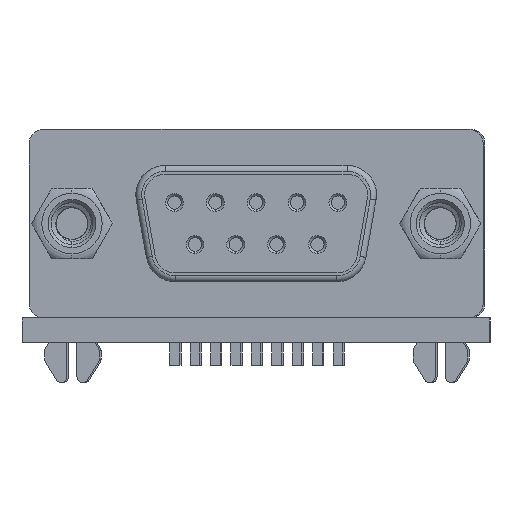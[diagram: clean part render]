
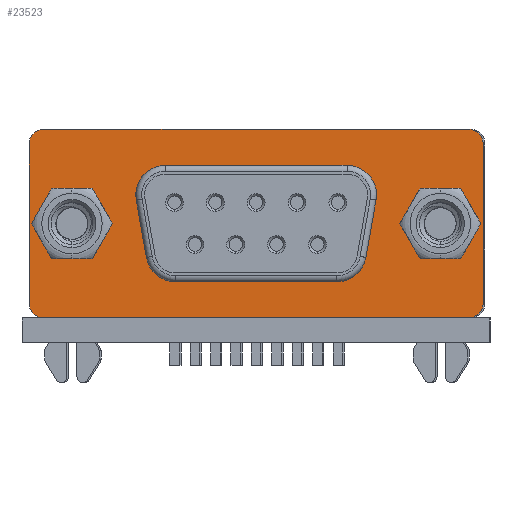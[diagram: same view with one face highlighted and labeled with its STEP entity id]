
A CAD part, left-side view. The second image highlights one B-rep face of the part: STEP entity #23523.
In plain terms, the highlighted face is planar.
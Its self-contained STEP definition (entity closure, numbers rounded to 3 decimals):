
#23446 = VERTEX_POINT('',#23447);
#23447 = CARTESIAN_POINT('',(12.495,3.35,7.822));
#23453 = EDGE_CURVE('',#23454,#23446,#23456,.T.);
#23454 = VERTEX_POINT('',#23455);
#23455 = CARTESIAN_POINT('',(12.495,3.35,4.978));
#23456 = CIRCLE('',#23457,1.422);
#23457 = AXIS2_PLACEMENT_3D('',#23458,#23459,#23460);
#23458 = CARTESIAN_POINT('',(12.495,3.35,6.4));
#23459 = DIRECTION('',(0.,1.,-0.));
#23460 = DIRECTION('',(0.,0.,1.));
#23488 = VERTEX_POINT('',#23489);
#23489 = CARTESIAN_POINT('',(-12.495,3.35,7.822));
#23495 = EDGE_CURVE('',#23496,#23488,#23498,.T.);
#23496 = VERTEX_POINT('',#23497);
#23497 = CARTESIAN_POINT('',(-12.495,3.35,4.978));
#23498 = CIRCLE('',#23499,1.422);
#23499 = AXIS2_PLACEMENT_3D('',#23500,#23501,#23502);
#23500 = CARTESIAN_POINT('',(-12.495,3.35,6.4));
#23501 = DIRECTION('',(0.,1.,-0.));
#23502 = DIRECTION('',(0.,0.,1.));
#23523 = ADVANCED_FACE('',(#23524,#23594,#23604,#23614),#23684,.T.);
#23524 = FACE_BOUND('',#23525,.T.);
#23525 = EDGE_LOOP('',(#23526,#23536,#23545,#23553,#23562,#23570,#23579,
    #23587));
#23526 = ORIENTED_EDGE('',*,*,#23527,.T.);
#23527 = EDGE_CURVE('',#23528,#23530,#23532,.T.);
#23528 = VERTEX_POINT('',#23529);
#23529 = CARTESIAN_POINT('',(-15.405,3.35,1.));
#23530 = VERTEX_POINT('',#23531);
#23531 = CARTESIAN_POINT('',(-15.405,3.35,11.8));
#23532 = LINE('',#23533,#23534);
#23533 = CARTESIAN_POINT('',(-15.405,3.35,0.));
#23534 = VECTOR('',#23535,1.);
#23535 = DIRECTION('',(0.,0.,1.));
#23536 = ORIENTED_EDGE('',*,*,#23537,.T.);
#23537 = EDGE_CURVE('',#23530,#23538,#23540,.T.);
#23538 = VERTEX_POINT('',#23539);
#23539 = CARTESIAN_POINT('',(-14.405,3.35,12.8));
#23540 = CIRCLE('',#23541,1.);
#23541 = AXIS2_PLACEMENT_3D('',#23542,#23543,#23544);
#23542 = CARTESIAN_POINT('',(-14.405,3.35,11.8));
#23543 = DIRECTION('',(0.,1.,-0.));
#23544 = DIRECTION('',(0.,0.,1.));
#23545 = ORIENTED_EDGE('',*,*,#23546,.T.);
#23546 = EDGE_CURVE('',#23538,#23547,#23549,.T.);
#23547 = VERTEX_POINT('',#23548);
#23548 = CARTESIAN_POINT('',(14.405,3.35,12.8));
#23549 = LINE('',#23550,#23551);
#23550 = CARTESIAN_POINT('',(0.,3.35,12.8));
#23551 = VECTOR('',#23552,1.);
#23552 = DIRECTION('',(1.,0.,0.));
#23553 = ORIENTED_EDGE('',*,*,#23554,.T.);
#23554 = EDGE_CURVE('',#23547,#23555,#23557,.T.);
#23555 = VERTEX_POINT('',#23556);
#23556 = CARTESIAN_POINT('',(15.405,3.35,11.8));
#23557 = CIRCLE('',#23558,1.);
#23558 = AXIS2_PLACEMENT_3D('',#23559,#23560,#23561);
#23559 = CARTESIAN_POINT('',(14.405,3.35,11.8));
#23560 = DIRECTION('',(0.,1.,-0.));
#23561 = DIRECTION('',(0.,0.,1.));
#23562 = ORIENTED_EDGE('',*,*,#23563,.T.);
#23563 = EDGE_CURVE('',#23555,#23564,#23566,.T.);
#23564 = VERTEX_POINT('',#23565);
#23565 = CARTESIAN_POINT('',(15.405,3.35,1.));
#23566 = LINE('',#23567,#23568);
#23567 = CARTESIAN_POINT('',(15.405,3.35,0.));
#23568 = VECTOR('',#23569,1.);
#23569 = DIRECTION('',(0.,0.,-1.));
#23570 = ORIENTED_EDGE('',*,*,#23571,.T.);
#23571 = EDGE_CURVE('',#23564,#23572,#23574,.T.);
#23572 = VERTEX_POINT('',#23573);
#23573 = CARTESIAN_POINT('',(14.405,3.35,0.));
#23574 = CIRCLE('',#23575,1.);
#23575 = AXIS2_PLACEMENT_3D('',#23576,#23577,#23578);
#23576 = CARTESIAN_POINT('',(14.405,3.35,1.));
#23577 = DIRECTION('',(0.,1.,-0.));
#23578 = DIRECTION('',(0.,0.,1.));
#23579 = ORIENTED_EDGE('',*,*,#23580,.T.);
#23580 = EDGE_CURVE('',#23572,#23581,#23583,.T.);
#23581 = VERTEX_POINT('',#23582);
#23582 = CARTESIAN_POINT('',(-14.405,3.35,0.));
#23583 = LINE('',#23584,#23585);
#23584 = CARTESIAN_POINT('',(0.,3.35,0.));
#23585 = VECTOR('',#23586,1.);
#23586 = DIRECTION('',(-1.,0.,0.));
#23587 = ORIENTED_EDGE('',*,*,#23588,.T.);
#23588 = EDGE_CURVE('',#23581,#23528,#23589,.T.);
#23589 = CIRCLE('',#23590,1.);
#23590 = AXIS2_PLACEMENT_3D('',#23591,#23592,#23593);
#23591 = CARTESIAN_POINT('',(-14.405,3.35,1.));
#23592 = DIRECTION('',(0.,1.,-0.));
#23593 = DIRECTION('',(0.,0.,1.));
#23594 = FACE_BOUND('',#23595,.T.);
#23595 = EDGE_LOOP('',(#23596,#23603));
#23596 = ORIENTED_EDGE('',*,*,#23597,.F.);
#23597 = EDGE_CURVE('',#23488,#23496,#23598,.T.);
#23598 = CIRCLE('',#23599,1.422);
#23599 = AXIS2_PLACEMENT_3D('',#23600,#23601,#23602);
#23600 = CARTESIAN_POINT('',(-12.495,3.35,6.4));
#23601 = DIRECTION('',(0.,1.,-0.));
#23602 = DIRECTION('',(0.,0.,1.));
#23603 = ORIENTED_EDGE('',*,*,#23495,.F.);
#23604 = FACE_BOUND('',#23605,.T.);
#23605 = EDGE_LOOP('',(#23606,#23613));
#23606 = ORIENTED_EDGE('',*,*,#23607,.F.);
#23607 = EDGE_CURVE('',#23446,#23454,#23608,.T.);
#23608 = CIRCLE('',#23609,1.422);
#23609 = AXIS2_PLACEMENT_3D('',#23610,#23611,#23612);
#23610 = CARTESIAN_POINT('',(12.495,3.35,6.4));
#23611 = DIRECTION('',(0.,1.,-0.));
#23612 = DIRECTION('',(0.,0.,1.));
#23613 = ORIENTED_EDGE('',*,*,#23453,.F.);
#23614 = FACE_BOUND('',#23615,.T.);
#23615 = EDGE_LOOP('',(#23616,#23626,#23635,#23643,#23652,#23660,#23669,
    #23677));
#23616 = ORIENTED_EDGE('',*,*,#23617,.F.);
#23617 = EDGE_CURVE('',#23618,#23620,#23622,.T.);
#23618 = VERTEX_POINT('',#23619);
#23619 = CARTESIAN_POINT('',(8.135,3.35,8.003));
#23620 = VERTEX_POINT('',#23621);
#23621 = CARTESIAN_POINT('',(7.447,3.35,4.103));
#23622 = LINE('',#23623,#23624);
#23623 = CARTESIAN_POINT('',(8.135,3.35,8.003));
#23624 = VECTOR('',#23625,1.);
#23625 = DIRECTION('',(-0.174,0.,-0.985));
#23626 = ORIENTED_EDGE('',*,*,#23627,.F.);
#23627 = EDGE_CURVE('',#23628,#23618,#23630,.T.);
#23628 = VERTEX_POINT('',#23629);
#23629 = CARTESIAN_POINT('',(6.165,3.35,10.35));
#23630 = CIRCLE('',#23631,2.);
#23631 = AXIS2_PLACEMENT_3D('',#23632,#23633,#23634);
#23632 = CARTESIAN_POINT('',(6.165,3.35,8.35));
#23633 = DIRECTION('',(0.,1.,0.));
#23634 = DIRECTION('',(0.,-0.,-1.));
#23635 = ORIENTED_EDGE('',*,*,#23636,.F.);
#23636 = EDGE_CURVE('',#23637,#23628,#23639,.T.);
#23637 = VERTEX_POINT('',#23638);
#23638 = CARTESIAN_POINT('',(-6.165,3.35,10.35));
#23639 = LINE('',#23640,#23641);
#23640 = CARTESIAN_POINT('',(-6.165,3.35,10.35));
#23641 = VECTOR('',#23642,1.);
#23642 = DIRECTION('',(1.,0.,0.));
#23643 = ORIENTED_EDGE('',*,*,#23644,.F.);
#23644 = EDGE_CURVE('',#23645,#23637,#23647,.T.);
#23645 = VERTEX_POINT('',#23646);
#23646 = CARTESIAN_POINT('',(-8.135,3.35,8.003));
#23647 = CIRCLE('',#23648,2.);
#23648 = AXIS2_PLACEMENT_3D('',#23649,#23650,#23651);
#23649 = CARTESIAN_POINT('',(-6.165,3.35,8.35));
#23650 = DIRECTION('',(0.,1.,0.));
#23651 = DIRECTION('',(0.,-0.,1.));
#23652 = ORIENTED_EDGE('',*,*,#23653,.F.);
#23653 = EDGE_CURVE('',#23654,#23645,#23656,.T.);
#23654 = VERTEX_POINT('',#23655);
#23655 = CARTESIAN_POINT('',(-7.447,3.35,4.103));
#23656 = LINE('',#23657,#23658);
#23657 = CARTESIAN_POINT('',(-7.447,3.35,4.103));
#23658 = VECTOR('',#23659,1.);
#23659 = DIRECTION('',(-0.174,0.,0.985));
#23660 = ORIENTED_EDGE('',*,*,#23661,.F.);
#23661 = EDGE_CURVE('',#23662,#23654,#23664,.T.);
#23662 = VERTEX_POINT('',#23663);
#23663 = CARTESIAN_POINT('',(-5.477,3.35,2.45));
#23664 = CIRCLE('',#23665,2.);
#23665 = AXIS2_PLACEMENT_3D('',#23666,#23667,#23668);
#23666 = CARTESIAN_POINT('',(-5.477,3.35,4.45));
#23667 = DIRECTION('',(0.,1.,0.));
#23668 = DIRECTION('',(0.,-0.,1.));
#23669 = ORIENTED_EDGE('',*,*,#23670,.F.);
#23670 = EDGE_CURVE('',#23671,#23662,#23673,.T.);
#23671 = VERTEX_POINT('',#23672);
#23672 = CARTESIAN_POINT('',(5.477,3.35,2.45));
#23673 = LINE('',#23674,#23675);
#23674 = CARTESIAN_POINT('',(5.477,3.35,2.45));
#23675 = VECTOR('',#23676,1.);
#23676 = DIRECTION('',(-1.,0.,0.));
#23677 = ORIENTED_EDGE('',*,*,#23678,.F.);
#23678 = EDGE_CURVE('',#23620,#23671,#23679,.T.);
#23679 = CIRCLE('',#23680,2.);
#23680 = AXIS2_PLACEMENT_3D('',#23681,#23682,#23683);
#23681 = CARTESIAN_POINT('',(5.477,3.35,4.45));
#23682 = DIRECTION('',(0.,1.,0.));
#23683 = DIRECTION('',(0.,-0.,1.));
#23684 = PLANE('',#23685);
#23685 = AXIS2_PLACEMENT_3D('',#23686,#23687,#23688);
#23686 = CARTESIAN_POINT('',(0.,3.35,0.));
#23687 = DIRECTION('',(0.,1.,-0.));
#23688 = DIRECTION('',(0.,0.,1.));
